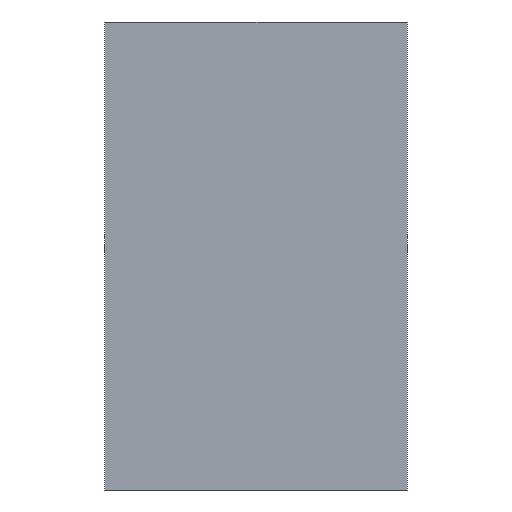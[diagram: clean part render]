
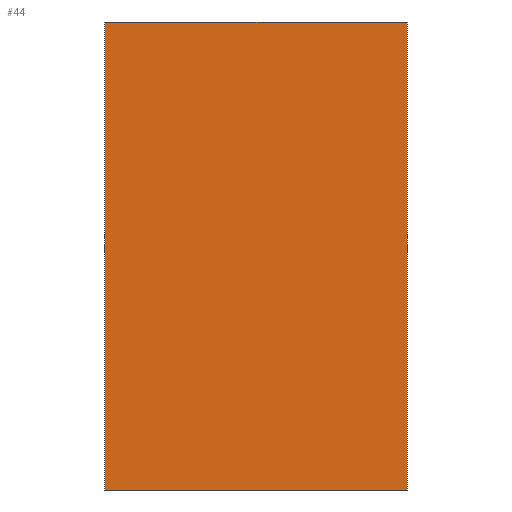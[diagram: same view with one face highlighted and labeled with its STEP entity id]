
A CAD part, left-side view. The second image highlights one B-rep face of the part: STEP entity #44.
In plain terms, the highlighted planar face has unit normal (-1, 0, 0).
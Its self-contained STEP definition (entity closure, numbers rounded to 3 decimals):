
#44 = ADVANCED_FACE( '', ( #89 ), #90, .F. );
#89 = FACE_OUTER_BOUND( '', #126, .T. );
#90 = PLANE( '', #127 );
#126 = EDGE_LOOP( '', ( #181, #182, #183, #184 ) );
#127 = AXIS2_PLACEMENT_3D( '', #185, #186, #187 );
#181 = ORIENTED_EDGE( '', *, *, #210, .T. );
#182 = ORIENTED_EDGE( '', *, *, #217, .F. );
#183 = ORIENTED_EDGE( '', *, *, #202, .F. );
#184 = ORIENTED_EDGE( '', *, *, #212, .T. );
#185 = CARTESIAN_POINT( '', ( -223., 31., 96. ) );
#186 = DIRECTION( '', ( 1., 0., 0. ) );
#187 = DIRECTION( '', ( 0., 0., -1. ) );
#202 = EDGE_CURVE( '', #229, #231, #232, .T. );
#210 = EDGE_CURVE( '', #240, #244, #246, .T. );
#212 = EDGE_CURVE( '', #229, #240, #248, .T. );
#217 = EDGE_CURVE( '', #231, #244, #253, .T. );
#229 = VERTEX_POINT( '', #265 );
#231 = VERTEX_POINT( '', #268 );
#232 = LINE( '', #269, #270 );
#240 = VERTEX_POINT( '', #280 );
#244 = VERTEX_POINT( '', #286 );
#246 = LINE( '', #289, #290 );
#248 = LINE( '', #292, #293 );
#253 = LINE( '', #300, #301 );
#265 = CARTESIAN_POINT( '', ( -223., 31., 96. ) );
#268 = CARTESIAN_POINT( '', ( -223., -31., 96. ) );
#269 = CARTESIAN_POINT( '', ( -223., 31., 96. ) );
#270 = VECTOR( '', #314, 1000. );
#280 = CARTESIAN_POINT( '', ( -223., 31., 0. ) );
#286 = CARTESIAN_POINT( '', ( -223., -31., 0. ) );
#289 = CARTESIAN_POINT( '', ( -223., 31., 0. ) );
#290 = VECTOR( '', #323, 1000. );
#292 = CARTESIAN_POINT( '', ( -223., 31., 96. ) );
#293 = VECTOR( '', #324, 1000. );
#300 = CARTESIAN_POINT( '', ( -223., -31., 96. ) );
#301 = VECTOR( '', #327, 1000. );
#314 = DIRECTION( '', ( 0., -1., 0. ) );
#323 = DIRECTION( '', ( 0., -1., 0. ) );
#324 = DIRECTION( '', ( 0., 0., -1. ) );
#327 = DIRECTION( '', ( 0., 0., -1. ) );
